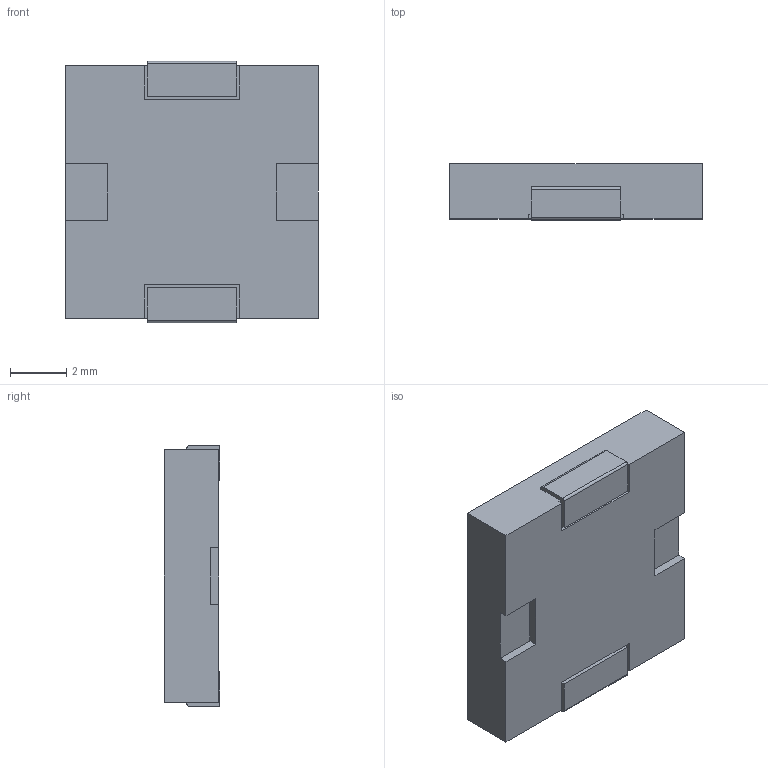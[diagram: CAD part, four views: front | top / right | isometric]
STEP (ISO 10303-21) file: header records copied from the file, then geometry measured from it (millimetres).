
FILE_DESCRIPTION (( 'STEP AP214' ), '1' );
FILE_NAME ('Same_Sky_CPT-9019B-SMT-TR.step', '2025-07-30T21:20:46', ( '' ), ( '' ), 'SwSTEP 2.0', 'SolidWorks 2025', '' );
FILE_SCHEMA (( 'AUTOMOTIVE_DESIGN' ));
Length unit declared in the file: millimetre
Products named in the file (1): Same_Sky_CPT-9019B-SMT-TR
Bounding box: 9 x 1.98 x 9.3 mm (x, y, z)
Volume: 156.7 mm3; surface area: 243.6 mm2
Topology: 1 solids, 1 shells, 41 faces, 114 edges, 76 vertices
Faces by surface type: plane 35, cylinder 6
Entity records: 1323 total; most frequent: CARTESIAN_POINT 232, ORIENTED_EDGE 228, DIRECTION 210, EDGE_CURVE 114, VECTOR 102, LINE 102, VERTEX_POINT 76, AXIS2_PLACEMENT_3D 54
